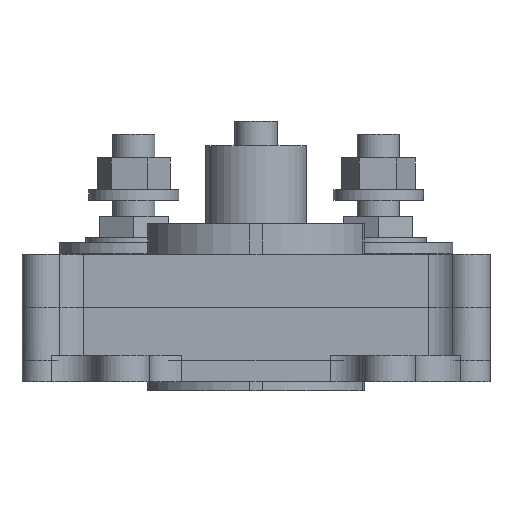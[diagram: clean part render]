
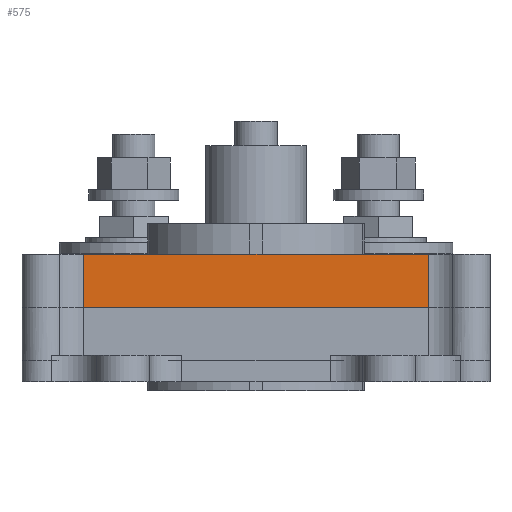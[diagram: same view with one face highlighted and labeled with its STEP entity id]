
A CAD part, left-side view. The second image highlights one B-rep face of the part: STEP entity #575.
In plain terms, the highlighted face is planar.
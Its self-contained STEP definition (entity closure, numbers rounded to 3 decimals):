
#575 = ADVANCED_FACE( '', ( #1138 ), #1139, .F. );
#1138 = FACE_OUTER_BOUND( '', #1980, .T. );
#1139 = PLANE( '', #1981 );
#1980 = EDGE_LOOP( '', ( #3169, #3170, #3171, #3172 ) );
#1981 = AXIS2_PLACEMENT_3D( '', #3173, #3174, #3175 );
#3169 = ORIENTED_EDGE( '', *, *, #5319, .T. );
#3170 = ORIENTED_EDGE( '', *, *, #5320, .T. );
#3171 = ORIENTED_EDGE( '', *, *, #5202, .F. );
#3172 = ORIENTED_EDGE( '', *, *, #5321, .T. );
#3173 = CARTESIAN_POINT( '', ( 62.5, 39., -10. ) );
#3174 = DIRECTION( '', ( -1., 0., 0. ) );
#3175 = DIRECTION( '', ( 0., 0., 1. ) );
#5202 = EDGE_CURVE( '', #6031, #6033, #6034, .T. );
#5319 = EDGE_CURVE( '', #6241, #6242, #6243, .T. );
#5320 = EDGE_CURVE( '', #6242, #6033, #6244, .T. );
#5321 = EDGE_CURVE( '', #6031, #6241, #6245, .F. );
#6031 = VERTEX_POINT( '', #7242 );
#6033 = VERTEX_POINT( '', #7244 );
#6034 = LINE( '', #7245, #7246 );
#6241 = VERTEX_POINT( '', #7499 );
#6242 = VERTEX_POINT( '', #7500 );
#6243 = LINE( '', #7501, #7502 );
#6244 = LINE( '', #7503, #7504 );
#6245 = LINE( '', #7505, #7506 );
#7242 = CARTESIAN_POINT( '', ( 62.5, 32.401, -10. ) );
#7244 = CARTESIAN_POINT( '', ( 62.5, -32.401, -10. ) );
#7245 = CARTESIAN_POINT( '', ( 62.5, 39., -10. ) );
#7246 = VECTOR( '', #8805, 1000. );
#7499 = CARTESIAN_POINT( '', ( 62.5, 32.401, 0. ) );
#7500 = CARTESIAN_POINT( '', ( 62.5, -32.401, 0. ) );
#7501 = CARTESIAN_POINT( '', ( 62.5, 39., 0. ) );
#7502 = VECTOR( '', #9062, 1000. );
#7503 = CARTESIAN_POINT( '', ( 62.5, -32.401, -10. ) );
#7504 = VECTOR( '', #9063, 1000. );
#7505 = CARTESIAN_POINT( '', ( 62.5, 32.401, 0. ) );
#7506 = VECTOR( '', #9064, 1000. );
#8805 = DIRECTION( '', ( 0., -1., 0. ) );
#9062 = DIRECTION( '', ( 0., -1., 0. ) );
#9063 = DIRECTION( '', ( 0., 0., -1. ) );
#9064 = DIRECTION( '', ( 0., 0., -1. ) );
